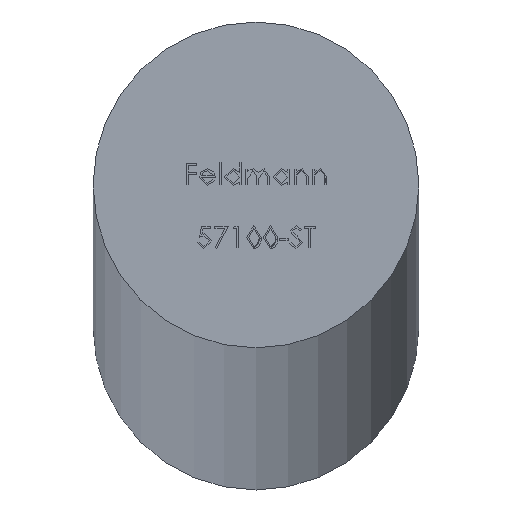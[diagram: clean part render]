
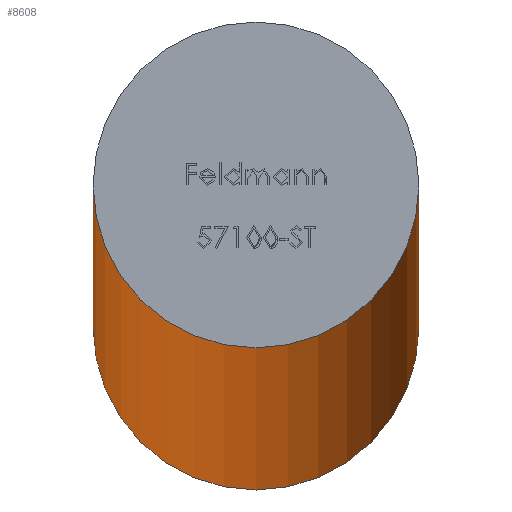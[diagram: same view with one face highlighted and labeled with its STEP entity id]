
A CAD part, top view. The second image highlights one B-rep face of the part: STEP entity #8608.
In plain terms, the highlighted cylindrical face has radius 6 mm (diameter 12 mm), a partial arc.
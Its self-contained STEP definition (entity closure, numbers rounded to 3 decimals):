
#715 = EDGE_CURVE ( 'NONE', #4540, #2413, #8635, .T. ) ;
#748 = VERTEX_POINT ( 'NONE', #8560 ) ;
#823 = AXIS2_PLACEMENT_3D ( 'NONE', #9275, #5025, #11006 ) ;
#1111 = EDGE_CURVE ( 'NONE', #748, #4724, #8624, .T. ) ;
#1596 = CYLINDRICAL_SURFACE ( 'NONE', #8178, 6. ) ;
#1674 = EDGE_CURVE ( 'NONE', #4540, #748, #3143, .T. ) ;
#2413 = VERTEX_POINT ( 'NONE', #8926 ) ;
#2601 = CARTESIAN_POINT ( 'NONE',  ( -6., 0., -3000. ) ) ;
#2648 = DIRECTION ( 'NONE',  ( 1., 0., 0. ) ) ;
#2796 = DIRECTION ( 'NONE',  ( 0., 0., 1. ) ) ;
#2900 = ORIENTED_EDGE ( 'NONE', *, *, #1111, .F. ) ;
#3137 = CARTESIAN_POINT ( 'NONE',  ( 6., 0., 0. ) ) ;
#3143 = LINE ( 'NONE', #5844, #6094 ) ;
#4492 = CARTESIAN_POINT ( 'NONE',  ( 0., 0., 0. ) ) ;
#4540 = VERTEX_POINT ( 'NONE', #2601 ) ;
#4724 = VERTEX_POINT ( 'NONE', #3137 ) ;
#5025 = DIRECTION ( 'NONE',  ( 0., 0., 1. ) ) ;
#5230 = ORIENTED_EDGE ( 'NONE', *, *, #715, .T. ) ;
#5844 = CARTESIAN_POINT ( 'NONE',  ( -6., 0., -3000. ) ) ;
#6094 = VECTOR ( 'NONE', #8484, 1000. ) ;
#6468 = EDGE_CURVE ( 'NONE', #2413, #4724, #8994, .T. ) ;
#7346 = EDGE_LOOP ( 'NONE', ( #8783, #5230, #10022, #2900 ) ) ;
#7766 = DIRECTION ( 'NONE',  ( 0., 0., 1. ) ) ;
#8178 = AXIS2_PLACEMENT_3D ( 'NONE', #10343, #7766, #2648 ) ;
#8484 = DIRECTION ( 'NONE',  ( 0., 0., 1. ) ) ;
#8560 = CARTESIAN_POINT ( 'NONE',  ( -6., 0., 0. ) ) ;
#8588 = VECTOR ( 'NONE', #10199, 1000. ) ;
#8608 = ADVANCED_FACE ( 'NONE', ( #10982 ), #1596, .T. ) ;
#8624 = CIRCLE ( 'NONE', #9219, 6. ) ;
#8635 = CIRCLE ( 'NONE', #823, 6. ) ;
#8783 = ORIENTED_EDGE ( 'NONE', *, *, #1674, .F. ) ;
#8926 = CARTESIAN_POINT ( 'NONE',  ( 6., 0., -3000. ) ) ;
#8994 = LINE ( 'NONE', #9137, #8588 ) ;
#9137 = CARTESIAN_POINT ( 'NONE',  ( 6., 0., -3000. ) ) ;
#9219 = AXIS2_PLACEMENT_3D ( 'NONE', #4492, #2796, #10402 ) ;
#9275 = CARTESIAN_POINT ( 'NONE',  ( 0., 0., -3000. ) ) ;
#10022 = ORIENTED_EDGE ( 'NONE', *, *, #6468, .T. ) ;
#10199 = DIRECTION ( 'NONE',  ( 0., 0., 1. ) ) ;
#10343 = CARTESIAN_POINT ( 'NONE',  ( 0., 0., -3000. ) ) ;
#10402 = DIRECTION ( 'NONE',  ( 1., 0., 0. ) ) ;
#10982 = FACE_OUTER_BOUND ( 'NONE', #7346, .T. ) ;
#11006 = DIRECTION ( 'NONE',  ( 1., 0., 0. ) ) ;
